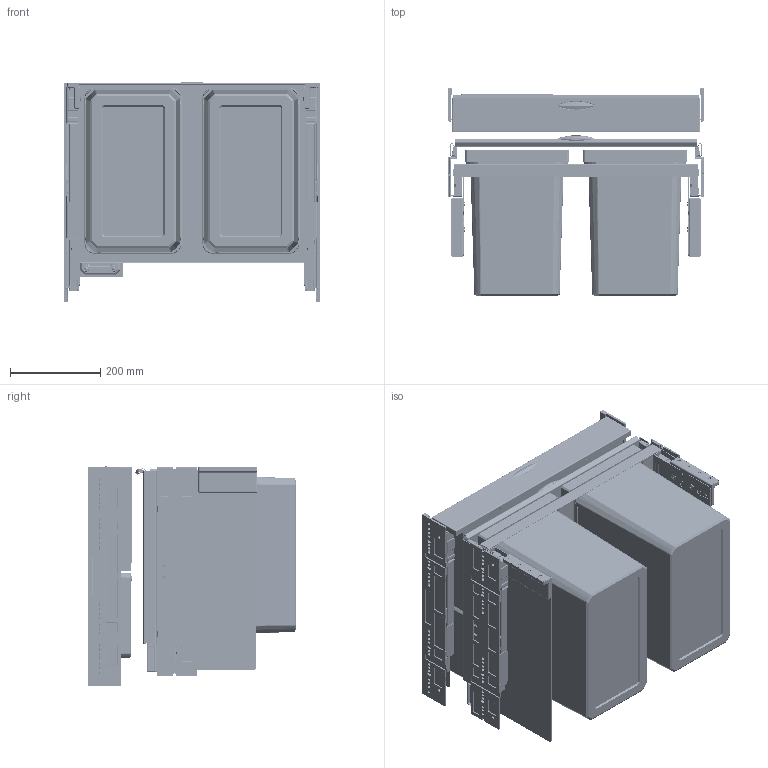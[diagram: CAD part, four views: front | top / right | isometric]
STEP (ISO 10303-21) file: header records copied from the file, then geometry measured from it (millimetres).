
FILE_DESCRIPTION(('STEP AP214'),'1');
FILE_NAME('8013373_V Cox Base 360 S_600-2 mit Base Board.STP','2024-08-16T08:10:06',(' '),(' '),'Spatial InterOp 3D',' ',' ');
FILE_SCHEMA(('AUTOMOTIVE_DESIGN { 1 0 10303 214 1 1 1 1 }'));
Length unit declared in the file: millimetre
Products named in the file (1): 3D-Objekt
Bounding box: 568 x 460.51 x 487.05 mm (x, y, z)
Volume: 5609387.9 mm3; surface area: 5153830.8 mm2
Topology: 54 solids, 56 shells, 7899 faces, 20352 edges, 12660 vertices
Faces by surface type: plane 3374, cylinder 2476, torus 990, cone 690, bspline 231, sphere 138
Entity records: 352232 total; most frequent: CARTESIAN_POINT 53469, DIRECTION 42558, ORIENTED_EDGE 40536, EDGE_CURVE 20268, STYLED_ITEM 19181, PRESENTATION_STYLE_ASSIGNMENT 19181, COLOUR_RGB 19181, CURVE_STYLE 17271
